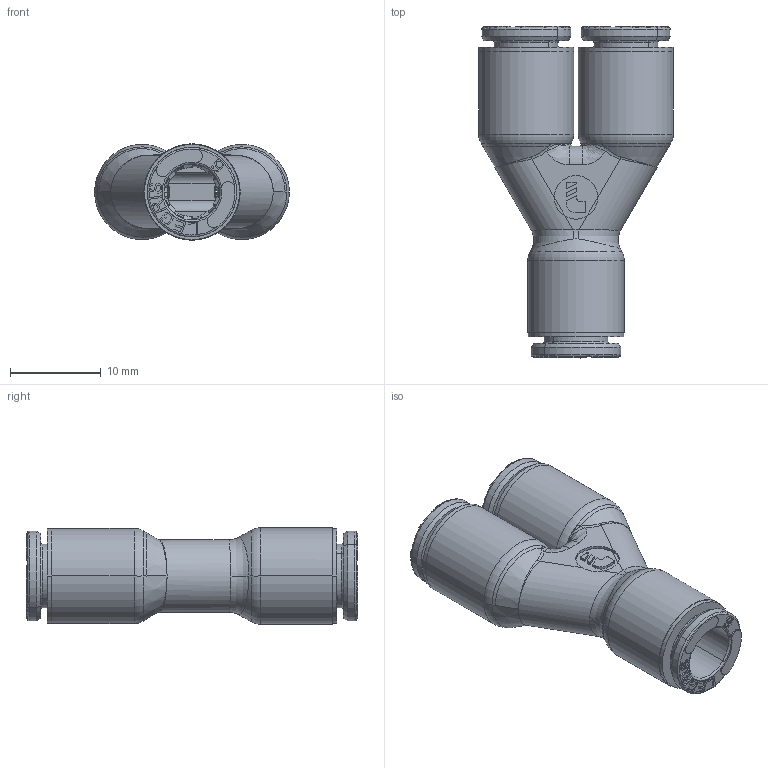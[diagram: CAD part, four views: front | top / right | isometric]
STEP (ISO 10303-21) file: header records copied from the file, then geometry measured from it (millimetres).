
FILE_DESCRIPTION(('STEP AP214'),'1');
FILE_NAME('6840_06_00.stp','2016-07-07T14:44:52',('TraceParts'),('TraceParts S.A.'),'Spatial InterOp 3D',' ',' ');
FILE_SCHEMA(('automotive_design'));
Length unit declared in the file: millimetre
Products named in the file (18): V840-06-00_ASM|Next assembly relationship#44106-64_ASM|Next assembly relationship#44106-26;44106-26; V840-06-00_ASM|Next assembly relationship#44106-64_ASM|Next assembly relationship#44106;44106; V840-06-00_ASM|Next assembly relationship#44106-64_ASM|Next assembly relationship#44106-27;44106-27; V840-06-00_ASM|Next assembly relationship#44106-64_ASM|Next assembly relationship#44126-20;44126-20; V840-06-00_ASM|Next assembly relationship#44516-10;44516-10; V840-06-00_ASM|Next assembly relationship#44106-11-10-ASM;44106-11-10-ASM; V840-06-00_ASM|Next assembly relationship#44106-11-10;44106-11-10
Bounding box: 21.5 x 36.64 x 10.65 mm (x, y, z)
Volume: 2397 mm3; surface area: 6238.9 mm2
Topology: 16 solids, 18 shells, 1828 faces, 4745 edges, 2992 vertices
Faces by surface type: plane 900, cylinder 297, cone 233, torus 204, bspline 188, sphere 6
Entity records: 65558 total; most frequent: CARTESIAN_POINT 21292, ORIENTED_EDGE 9470, DIRECTION 8786, EDGE_CURVE 4739, VERTEX_POINT 2992, AXIS2_PLACEMENT_3D 2968, LINE 2850, VECTOR 2850
